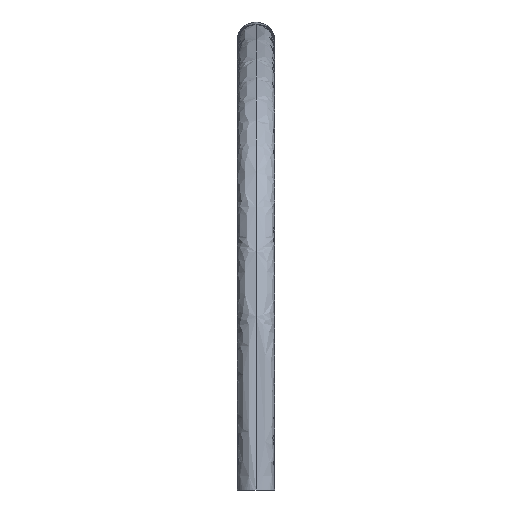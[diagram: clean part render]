
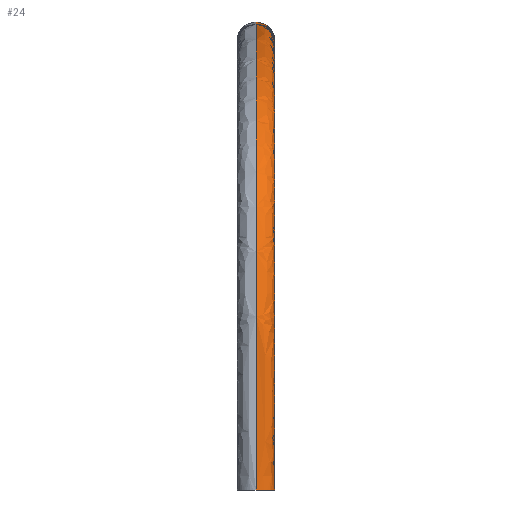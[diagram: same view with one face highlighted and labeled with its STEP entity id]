
A CAD part, left-side view. The second image highlights one B-rep face of the part: STEP entity #24.
In plain terms, the highlighted free-form (B-spline) face has degree [3, 3] with [9, 8] control points.
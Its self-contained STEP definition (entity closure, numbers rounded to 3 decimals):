
#24=ADVANCED_FACE($,(#26),#48,.T.);
#26=FACE_OUTER_BOUND($,#28,.T.);
#28=EDGE_LOOP($,(#30,#31,#32,#33));
#30=ORIENTED_EDGE($,*,*,#41,.T.);
#31=ORIENTED_EDGE($,*,*,#42,.T.);
#32=ORIENTED_EDGE($,*,*,#38,.F.);
#33=ORIENTED_EDGE($,*,*,#40,.T.);
#38=EDGE_CURVE($,#44,#45,#50,.T.);
#40=EDGE_CURVE($,#44,#46,#52,.T.);
#41=EDGE_CURVE($,#46,#47,#53,.T.);
#42=EDGE_CURVE($,#47,#45,#54,.T.);
#44=VERTEX_POINT($,#276);
#45=VERTEX_POINT($,#277);
#46=VERTEX_POINT($,#278);
#47=VERTEX_POINT($,#279);
#48=B_SPLINE_SURFACE_WITH_KNOTS($,3,3,((#132,#133,#134,#135,#136,#137,#138,
#139),(#140,#141,#142,#143,#144,#145,#146,#147),(#148,#149,#150,#151,#152,
#153,#154,#155),(#156,#157,#158,#159,#160,#161,#162,#163),(#164,#165,#166,
#167,#168,#169,#170,#171),(#172,#173,#174,#175,#176,#177,#178,#179),(#180,
#181,#182,#183,#184,#185,#186,#187),(#188,#189,#190,#191,#192,#193,#194,
#195),(#196,#197,#198,#199,#200,#201,#202,#203)),.UNSPECIFIED.,.F.,.F.,.F.,
(4,1,1,1,1,1,4),(4,1,1,1,1,4),(0.,1.,2.,3.,4.,5.,6.),(5.,6.,7.,8.,9.,10.),
.UNSPECIFIED.);
#50=B_SPLINE_CURVE_WITH_KNOTS($,3,(#82,#83,#84,#85,#86,#87,#88,#89,#90),
.UNSPECIFIED.,.F.,.F.,(4,1,1,1,1,1,4),(0.,1.,2.,3.,4.,5.,6.),.UNSPECIFIED.);
#52=B_SPLINE_CURVE_WITH_KNOTS($,3,(#99,#100,#101,#102,#103,#104,#105,#106),
.UNSPECIFIED.,.F.,.F.,(4,1,1,1,1,4),(-10.,-9.,-8.,-7.,-6.,-5.),.UNSPECIFIED.);
#53=B_SPLINE_CURVE_WITH_KNOTS($,3,(#107,#108,#109,#110,#111,#112,#113,#114,
#115),.UNSPECIFIED.,.F.,.F.,(4,1,1,1,1,1,4),(0.,1.,2.,3.,4.,5.,6.),.UNSPECIFIED.);
#54=B_SPLINE_CURVE_WITH_KNOTS($,3,(#116,#117,#118,#119,#120,#121,#122,#123),
.UNSPECIFIED.,.F.,.F.,(4,1,1,1,1,4),(5.,6.,7.,8.,9.,10.),.UNSPECIFIED.);
#82=CARTESIAN_POINT($,(0.25,0.,-1.));
#83=CARTESIAN_POINT($,(0.25,0.,1.));
#84=CARTESIAN_POINT($,(0.177,0.,4.823));
#85=CARTESIAN_POINT($,(11.,0.,4.75));
#86=CARTESIAN_POINT($,(18.955,0.,4.75));
#87=CARTESIAN_POINT($,(31.,0.,4.75));
#88=CARTESIAN_POINT($,(49.823,0.,4.823));
#89=CARTESIAN_POINT($,(49.75,0.,1.));
#90=CARTESIAN_POINT($,(49.75,0.,-1.));
#99=CARTESIAN_POINT($,(0.25,0.,-1.));
#100=CARTESIAN_POINT($,(0.25,-0.052,-1.));
#101=CARTESIAN_POINT($,(0.216,-0.157,-1.));
#102=CARTESIAN_POINT($,(0.081,-0.255,-1.));
#103=CARTESIAN_POINT($,(-0.084,-0.253,-1.));
#104=CARTESIAN_POINT($,(-0.216,-0.157,-1.));
#105=CARTESIAN_POINT($,(-0.25,-0.052,-1.));
#106=CARTESIAN_POINT($,(-0.25,0.,-1.));
#107=CARTESIAN_POINT($,(-0.25,0.,-1.));
#108=CARTESIAN_POINT($,(-0.25,0.,1.));
#109=CARTESIAN_POINT($,(-0.177,0.,5.177));
#110=CARTESIAN_POINT($,(11.,0.,5.25));
#111=CARTESIAN_POINT($,(18.955,0.,5.25));
#112=CARTESIAN_POINT($,(31.,0.,5.25));
#113=CARTESIAN_POINT($,(50.177,0.,5.177));
#114=CARTESIAN_POINT($,(50.25,0.,1.));
#115=CARTESIAN_POINT($,(50.25,0.,-1.));
#116=CARTESIAN_POINT($,(50.25,0.,-1.));
#117=CARTESIAN_POINT($,(50.25,-0.052,-1.));
#118=CARTESIAN_POINT($,(50.216,-0.157,-1.));
#119=CARTESIAN_POINT($,(50.084,-0.253,-1.));
#120=CARTESIAN_POINT($,(49.919,-0.255,-1.));
#121=CARTESIAN_POINT($,(49.784,-0.157,-1.));
#122=CARTESIAN_POINT($,(49.75,-0.052,-1.));
#123=CARTESIAN_POINT($,(49.75,0.,-1.));
#132=CARTESIAN_POINT($,(-0.25,0.,-1.));
#133=CARTESIAN_POINT($,(-0.25,-0.052,-1.));
#134=CARTESIAN_POINT($,(-0.216,-0.157,-1.));
#135=CARTESIAN_POINT($,(-0.084,-0.253,-1.));
#136=CARTESIAN_POINT($,(0.081,-0.255,-1.));
#137=CARTESIAN_POINT($,(0.216,-0.157,-1.));
#138=CARTESIAN_POINT($,(0.25,-0.052,-1.));
#139=CARTESIAN_POINT($,(0.25,0.,-1.));
#140=CARTESIAN_POINT($,(-0.25,0.,1.));
#141=CARTESIAN_POINT($,(-0.25,-0.052,1.));
#142=CARTESIAN_POINT($,(-0.216,-0.157,1.));
#143=CARTESIAN_POINT($,(-0.084,-0.253,1.));
#144=CARTESIAN_POINT($,(0.081,-0.255,1.));
#145=CARTESIAN_POINT($,(0.216,-0.157,1.));
#146=CARTESIAN_POINT($,(0.25,-0.052,1.));
#147=CARTESIAN_POINT($,(0.25,0.,1.));
#148=CARTESIAN_POINT($,(-0.177,0.,5.177));
#149=CARTESIAN_POINT($,(-0.177,-0.052,5.177));
#150=CARTESIAN_POINT($,(-0.153,-0.157,5.153));
#151=CARTESIAN_POINT($,(-0.059,-0.253,5.059));
#152=CARTESIAN_POINT($,(0.057,-0.255,4.943));
#153=CARTESIAN_POINT($,(0.153,-0.157,4.847));
#154=CARTESIAN_POINT($,(0.177,-0.052,4.823));
#155=CARTESIAN_POINT($,(0.177,0.,4.823));
#156=CARTESIAN_POINT($,(11.,0.,5.25));
#157=CARTESIAN_POINT($,(11.,-0.052,5.25));
#158=CARTESIAN_POINT($,(11.,-0.157,5.216));
#159=CARTESIAN_POINT($,(11.,-0.253,5.084));
#160=CARTESIAN_POINT($,(11.,-0.255,4.919));
#161=CARTESIAN_POINT($,(11.,-0.157,4.784));
#162=CARTESIAN_POINT($,(11.,-0.052,4.75));
#163=CARTESIAN_POINT($,(11.,0.,4.75));
#164=CARTESIAN_POINT($,(18.955,0.,5.25));
#165=CARTESIAN_POINT($,(18.955,-0.052,5.25));
#166=CARTESIAN_POINT($,(18.955,-0.157,5.216));
#167=CARTESIAN_POINT($,(18.955,-0.253,5.084));
#168=CARTESIAN_POINT($,(18.955,-0.255,4.919));
#169=CARTESIAN_POINT($,(18.955,-0.157,4.784));
#170=CARTESIAN_POINT($,(18.955,-0.052,4.75));
#171=CARTESIAN_POINT($,(18.955,0.,4.75));
#172=CARTESIAN_POINT($,(31.,0.,5.25));
#173=CARTESIAN_POINT($,(31.,-0.052,5.25));
#174=CARTESIAN_POINT($,(31.,-0.157,5.216));
#175=CARTESIAN_POINT($,(31.,-0.253,5.084));
#176=CARTESIAN_POINT($,(31.,-0.255,4.919));
#177=CARTESIAN_POINT($,(31.,-0.157,4.784));
#178=CARTESIAN_POINT($,(31.,-0.052,4.75));
#179=CARTESIAN_POINT($,(31.,0.,4.75));
#180=CARTESIAN_POINT($,(50.177,0.,5.177));
#181=CARTESIAN_POINT($,(50.177,-0.052,5.177));
#182=CARTESIAN_POINT($,(50.153,-0.157,5.153));
#183=CARTESIAN_POINT($,(50.059,-0.253,5.059));
#184=CARTESIAN_POINT($,(49.943,-0.255,4.943));
#185=CARTESIAN_POINT($,(49.847,-0.157,4.847));
#186=CARTESIAN_POINT($,(49.823,-0.052,4.823));
#187=CARTESIAN_POINT($,(49.823,0.,4.823));
#188=CARTESIAN_POINT($,(50.25,0.,1.));
#189=CARTESIAN_POINT($,(50.25,-0.052,1.));
#190=CARTESIAN_POINT($,(50.216,-0.157,1.));
#191=CARTESIAN_POINT($,(50.084,-0.253,1.));
#192=CARTESIAN_POINT($,(49.919,-0.255,1.));
#193=CARTESIAN_POINT($,(49.784,-0.157,1.));
#194=CARTESIAN_POINT($,(49.75,-0.052,1.));
#195=CARTESIAN_POINT($,(49.75,0.,1.));
#196=CARTESIAN_POINT($,(50.25,0.,-1.));
#197=CARTESIAN_POINT($,(50.25,-0.052,-1.));
#198=CARTESIAN_POINT($,(50.216,-0.157,-1.));
#199=CARTESIAN_POINT($,(50.084,-0.253,-1.));
#200=CARTESIAN_POINT($,(49.919,-0.255,-1.));
#201=CARTESIAN_POINT($,(49.784,-0.157,-1.));
#202=CARTESIAN_POINT($,(49.75,-0.052,-1.));
#203=CARTESIAN_POINT($,(49.75,0.,-1.));
#276=CARTESIAN_POINT($,(0.25,0.,-1.));
#277=CARTESIAN_POINT($,(49.75,0.,-1.));
#278=CARTESIAN_POINT($,(-0.25,0.,-1.));
#279=CARTESIAN_POINT($,(50.25,0.,-1.));
